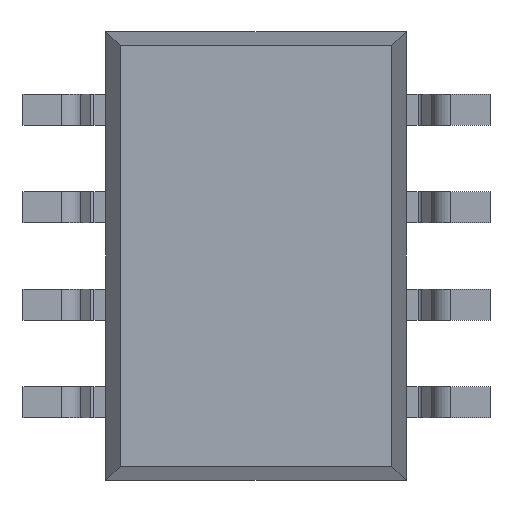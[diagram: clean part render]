
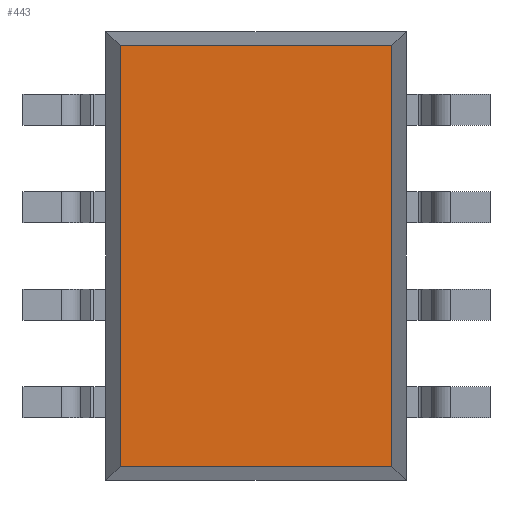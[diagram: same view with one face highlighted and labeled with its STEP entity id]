
A CAD part, front view. The second image highlights one B-rep face of the part: STEP entity #443.
In plain terms, the highlighted planar face has unit normal (0, -1, 0).
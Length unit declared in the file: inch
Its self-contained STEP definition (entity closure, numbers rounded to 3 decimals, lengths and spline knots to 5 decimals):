
#15 = DIRECTION ( 'NONE',  ( 0., 0., -1. ) ) ;
#69 = LINE ( 'NONE', #613, #527 ) ;
#157 = VERTEX_POINT ( 'NONE', #3645 ) ;
#307 = DIRECTION ( 'NONE',  ( 0., 0., 1. ) ) ;
#309 = ORIENTED_EDGE ( 'NONE', *, *, #1041, .T. ) ;
#362 = AXIS2_PLACEMENT_3D ( 'NONE', #3444, #1517, #1226 ) ;
#443 = ADVANCED_FACE ( 'NONE', ( #1611 ), #1207, .T. ) ;
#471 = VECTOR ( 'NONE', #2515, 39.37008 ) ;
#527 = VECTOR ( 'NONE', #307, 39.37008 ) ;
#613 = CARTESIAN_POINT ( 'NONE',  ( 0.06969, 0.008, -0.115 ) ) ;
#871 = EDGE_CURVE ( 'NONE', #3365, #3320, #3188, .T. ) ;
#893 = VECTOR ( 'NONE', #15, 39.37008 ) ;
#979 = CARTESIAN_POINT ( 'NONE',  ( -0.06969, 0.008, 0.115 ) ) ;
#1038 = EDGE_LOOP ( 'NONE', ( #1881, #309, #1263, #1416 ) ) ;
#1041 = EDGE_CURVE ( 'NONE', #3320, #1211, #69, .T. ) ;
#1095 = LINE ( 'NONE', #979, #893 ) ;
#1207 = PLANE ( 'NONE',  #362 ) ;
#1211 = VERTEX_POINT ( 'NONE', #3100 ) ;
#1226 = DIRECTION ( 'NONE',  ( 0., 0., -1. ) ) ;
#1242 = LINE ( 'NONE', #4077, #471 ) ;
#1263 = ORIENTED_EDGE ( 'NONE', *, *, #2128, .T. ) ;
#1416 = ORIENTED_EDGE ( 'NONE', *, *, #3852, .T. ) ;
#1453 = CARTESIAN_POINT ( 'NONE',  ( -0.077, 0.008, -0.10769 ) ) ;
#1467 = CARTESIAN_POINT ( 'NONE',  ( -0.06969, 0.008, -0.10769 ) ) ;
#1517 = DIRECTION ( 'NONE',  ( 0., -1., 0. ) ) ;
#1611 = FACE_OUTER_BOUND ( 'NONE', #1038, .T. ) ;
#1881 = ORIENTED_EDGE ( 'NONE', *, *, #871, .T. ) ;
#2128 = EDGE_CURVE ( 'NONE', #1211, #157, #1242, .T. ) ;
#2515 = DIRECTION ( 'NONE',  ( -1., 0., 0. ) ) ;
#3100 = CARTESIAN_POINT ( 'NONE',  ( 0.06969, 0.008, 0.10769 ) ) ;
#3101 = DIRECTION ( 'NONE',  ( 1., 0., 0. ) ) ;
#3188 = LINE ( 'NONE', #1453, #3738 ) ;
#3320 = VERTEX_POINT ( 'NONE', #3660 ) ;
#3365 = VERTEX_POINT ( 'NONE', #1467 ) ;
#3444 = CARTESIAN_POINT ( 'NONE',  ( 0., 0.008, 0. ) ) ;
#3645 = CARTESIAN_POINT ( 'NONE',  ( -0.06969, 0.008, 0.10769 ) ) ;
#3660 = CARTESIAN_POINT ( 'NONE',  ( 0.06969, 0.008, -0.10769 ) ) ;
#3738 = VECTOR ( 'NONE', #3101, 39.37008 ) ;
#3852 = EDGE_CURVE ( 'NONE', #157, #3365, #1095, .T. ) ;
#4077 = CARTESIAN_POINT ( 'NONE',  ( 0.077, 0.008, 0.10769 ) ) ;
